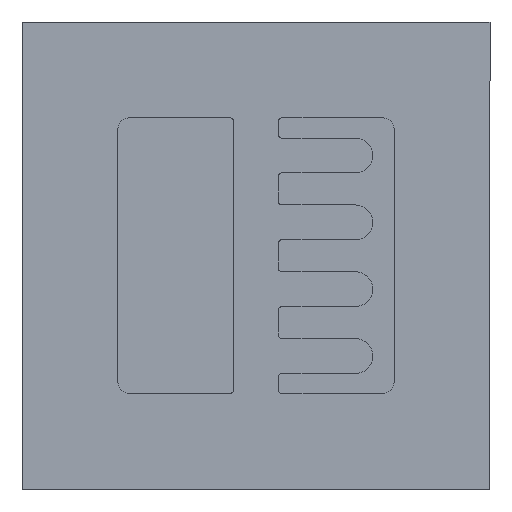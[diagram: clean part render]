
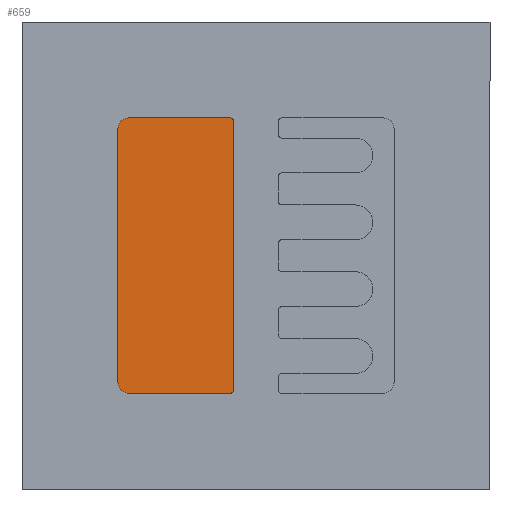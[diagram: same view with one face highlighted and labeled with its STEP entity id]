
A CAD part, front view. The second image highlights one B-rep face of the part: STEP entity #659.
In plain terms, the highlighted planar face has unit normal (0, -1, 0).
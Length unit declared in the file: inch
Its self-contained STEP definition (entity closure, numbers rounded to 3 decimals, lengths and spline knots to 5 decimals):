
#18 = EDGE_CURVE ( 'NONE', #1996, #976, #263, .T. ) ;
#29 = DIRECTION ( 'NONE',  ( 0., -1., 0. ) ) ;
#46 = ORIENTED_EDGE ( 'NONE', *, *, #1556, .T. ) ;
#97 = ORIENTED_EDGE ( 'NONE', *, *, #1985, .T. ) ;
#165 = AXIS2_PLACEMENT_3D ( 'NONE', #1227, #1234, #1930 ) ;
#182 = CARTESIAN_POINT ( 'NONE',  ( -0.02441, -0.00004, -0.02429 ) ) ;
#192 = PLANE ( 'NONE',  #1082 ) ;
#231 = CARTESIAN_POINT ( 'NONE',  ( -0.00394, -0.00004, -0.02362 ) ) ;
#263 = LINE ( 'NONE', #1877, #2064 ) ;
#355 = LINE ( 'NONE', #182, #1662 ) ;
#398 = DIRECTION ( 'NONE',  ( 0., 0., -1. ) ) ;
#417 = EDGE_CURVE ( 'NONE', #976, #1455, #1283, .T. ) ;
#423 = AXIS2_PLACEMENT_3D ( 'NONE', #1178, #29, #1531 ) ;
#549 = VERTEX_POINT ( 'NONE', #1672 ) ;
#579 = FACE_OUTER_BOUND ( 'NONE', #1847, .T. ) ;
#587 = CARTESIAN_POINT ( 'NONE',  ( -0.00394, -0.00004, 0.02374 ) ) ;
#642 = EDGE_CURVE ( 'NONE', #1131, #1996, #1953, .T. ) ;
#659 = ADVANCED_FACE ( 'NONE', ( #579 ), #192, .T. ) ;
#662 = ORIENTED_EDGE ( 'NONE', *, *, #1120, .T. ) ;
#757 = VERTEX_POINT ( 'NONE', #892 ) ;
#815 = ORIENTED_EDGE ( 'NONE', *, *, #417, .T. ) ;
#892 = CARTESIAN_POINT ( 'NONE',  ( -0.00461, -0.00004, -0.02429 ) ) ;
#909 = LINE ( 'NONE', #2067, #1193 ) ;
#976 = VERTEX_POINT ( 'NONE', #1605 ) ;
#1082 = AXIS2_PLACEMENT_3D ( 'NONE', #1699, #1200, #1524 ) ;
#1120 = EDGE_CURVE ( 'NONE', #757, #1391, #1708, .T. ) ;
#1130 = DIRECTION ( 'NONE',  ( 0., -1., 0. ) ) ;
#1131 = VERTEX_POINT ( 'NONE', #587 ) ;
#1172 = CARTESIAN_POINT ( 'NONE',  ( -0.02236, -0.00004, 0.02236 ) ) ;
#1177 = DIRECTION ( 'NONE',  ( 1., 0., 0. ) ) ;
#1178 = CARTESIAN_POINT ( 'NONE',  ( -0.00461, -0.00004, 0.02374 ) ) ;
#1193 = VECTOR ( 'NONE', #398, 39.37008 ) ;
#1199 = LINE ( 'NONE', #2009, #1413 ) ;
#1200 = DIRECTION ( 'NONE',  ( 0., -1., 0. ) ) ;
#1215 = CARTESIAN_POINT ( 'NONE',  ( -0.02441, -0.00004, 0.02236 ) ) ;
#1227 = CARTESIAN_POINT ( 'NONE',  ( -0.00461, -0.00004, -0.02362 ) ) ;
#1234 = DIRECTION ( 'NONE',  ( 0., -1., 0. ) ) ;
#1283 = CIRCLE ( 'NONE', #1422, 0.00205 ) ;
#1295 = DIRECTION ( 'NONE',  ( 0., 0., -1. ) ) ;
#1324 = DIRECTION ( 'NONE',  ( 0., -1., 0. ) ) ;
#1386 = CARTESIAN_POINT ( 'NONE',  ( -0.02236, -0.00004, -0.02429 ) ) ;
#1391 = VERTEX_POINT ( 'NONE', #231 ) ;
#1394 = CARTESIAN_POINT ( 'NONE',  ( -0.00461, -0.00004, 0.02441 ) ) ;
#1413 = VECTOR ( 'NONE', #2000, 39.37008 ) ;
#1422 = AXIS2_PLACEMENT_3D ( 'NONE', #1172, #1324, #2026 ) ;
#1453 = AXIS2_PLACEMENT_3D ( 'NONE', #2135, #1130, #1295 ) ;
#1455 = VERTEX_POINT ( 'NONE', #1215 ) ;
#1467 = ORIENTED_EDGE ( 'NONE', *, *, #1607, .T. ) ;
#1518 = ORIENTED_EDGE ( 'NONE', *, *, #1713, .T. ) ;
#1524 = DIRECTION ( 'NONE',  ( 0., 0., -1. ) ) ;
#1531 = DIRECTION ( 'NONE',  ( 0., 0., -1. ) ) ;
#1556 = EDGE_CURVE ( 'NONE', #549, #2004, #2003, .T. ) ;
#1605 = CARTESIAN_POINT ( 'NONE',  ( -0.02236, -0.00004, 0.02441 ) ) ;
#1607 = EDGE_CURVE ( 'NONE', #1391, #1131, #1199, .T. ) ;
#1662 = VECTOR ( 'NONE', #1177, 39.37008 ) ;
#1672 = CARTESIAN_POINT ( 'NONE',  ( -0.02441, -0.00004, -0.02224 ) ) ;
#1699 = CARTESIAN_POINT ( 'NONE',  ( -0.04134, -0.00004, 0.04134 ) ) ;
#1708 = CIRCLE ( 'NONE', #165, 0.00067 ) ;
#1713 = EDGE_CURVE ( 'NONE', #2004, #757, #355, .T. ) ;
#1714 = DIRECTION ( 'NONE',  ( -1., 0., 0. ) ) ;
#1847 = EDGE_LOOP ( 'NONE', ( #1518, #662, #1467, #2103, #2032, #815, #97, #46 ) ) ;
#1877 = CARTESIAN_POINT ( 'NONE',  ( -0.02441, -0.00004, 0.02441 ) ) ;
#1930 = DIRECTION ( 'NONE',  ( 0., 0., -1. ) ) ;
#1953 = CIRCLE ( 'NONE', #423, 0.00067 ) ;
#1985 = EDGE_CURVE ( 'NONE', #1455, #549, #909, .T. ) ;
#1996 = VERTEX_POINT ( 'NONE', #1394 ) ;
#2000 = DIRECTION ( 'NONE',  ( 0., 0., 1. ) ) ;
#2003 = CIRCLE ( 'NONE', #1453, 0.00205 ) ;
#2004 = VERTEX_POINT ( 'NONE', #1386 ) ;
#2009 = CARTESIAN_POINT ( 'NONE',  ( -0.00394, -0.00004, 0.02441 ) ) ;
#2026 = DIRECTION ( 'NONE',  ( 0., 0., -1. ) ) ;
#2032 = ORIENTED_EDGE ( 'NONE', *, *, #18, .T. ) ;
#2064 = VECTOR ( 'NONE', #1714, 39.37008 ) ;
#2067 = CARTESIAN_POINT ( 'NONE',  ( -0.02441, -0.00004, 0.02441 ) ) ;
#2103 = ORIENTED_EDGE ( 'NONE', *, *, #642, .T. ) ;
#2135 = CARTESIAN_POINT ( 'NONE',  ( -0.02236, -0.00004, -0.02224 ) ) ;
